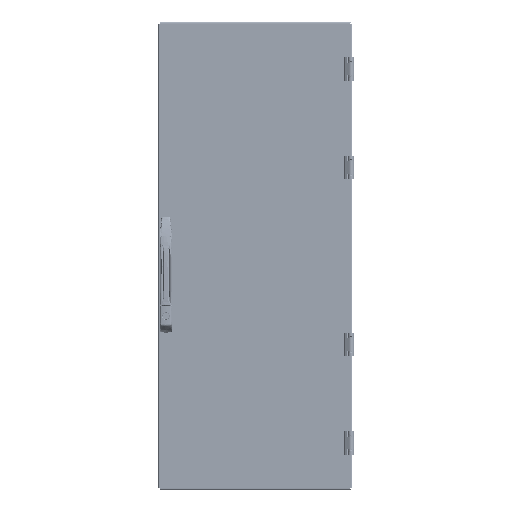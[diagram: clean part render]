
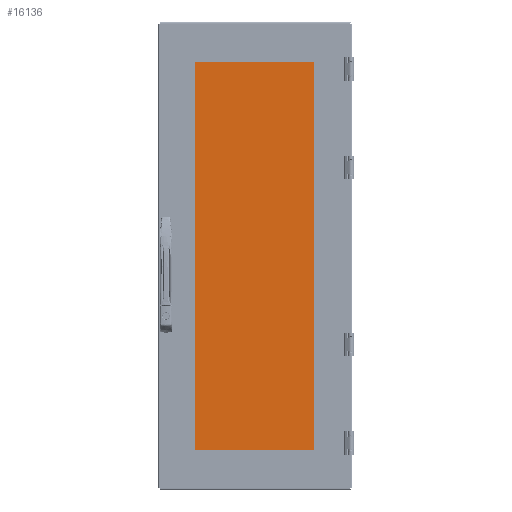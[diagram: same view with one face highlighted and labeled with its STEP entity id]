
A CAD part, top view. The second image highlights one B-rep face of the part: STEP entity #16136.
In plain terms, the highlighted planar face has unit normal (0, 0, 1).
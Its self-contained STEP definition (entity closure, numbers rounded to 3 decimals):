
#87 = EDGE_CURVE ( 'NONE', #79393, #1004, #58717, .T. ) ;
#1004 = VERTEX_POINT ( 'NONE', #23359 ) ;
#1042 = EDGE_CURVE ( 'NONE', #1004, #30658, #22046, .T. ) ;
#1622 = VECTOR ( 'NONE', #43714, 1000. ) ;
#2760 = EDGE_CURVE ( 'NONE', #36316, #79393, #25012, .T. ) ;
#9345 = ORIENTED_EDGE ( 'NONE', *, *, #2760, .T. ) ;
#10267 = VECTOR ( 'NONE', #79365, 1000. ) ;
#10332 = DIRECTION ( 'NONE',  ( -1., 0., 0. ) ) ;
#10757 = ORIENTED_EDGE ( 'NONE', *, *, #87, .T. ) ;
#11780 = CARTESIAN_POINT ( 'NONE',  ( -173.25, -511.05, 4. ) ) ;
#12349 = DIRECTION ( 'NONE',  ( -1., 0., 0. ) ) ;
#16136 = ADVANCED_FACE ( 'NONE', ( #58990 ), #37821, .F. ) ;
#19019 = CARTESIAN_POINT ( 'NONE',  ( -173.25, 511.05, 4. ) ) ;
#20344 = AXIS2_PLACEMENT_3D ( 'NONE', #65622, #72679, #10332 ) ;
#22046 = LINE ( 'NONE', #50330, #42729 ) ;
#23359 = CARTESIAN_POINT ( 'NONE',  ( 173.25, -511.05, 4. ) ) ;
#25012 = LINE ( 'NONE', #84703, #10267 ) ;
#26753 = ORIENTED_EDGE ( 'NONE', *, *, #48917, .T. ) ;
#30658 = VERTEX_POINT ( 'NONE', #34714 ) ;
#34714 = CARTESIAN_POINT ( 'NONE',  ( 173.25, 511.05, 4. ) ) ;
#36316 = VERTEX_POINT ( 'NONE', #65529 ) ;
#37821 = PLANE ( 'NONE',  #20344 ) ;
#42729 = VECTOR ( 'NONE', #75973, 1000. ) ;
#43714 = DIRECTION ( 'NONE',  ( 1., 0., 0. ) ) ;
#45435 = CARTESIAN_POINT ( 'NONE',  ( -173.25, -511.05, 4. ) ) ;
#48917 = EDGE_CURVE ( 'NONE', #30658, #36316, #73818, .T. ) ;
#50330 = CARTESIAN_POINT ( 'NONE',  ( 173.25, -511.05, 4. ) ) ;
#58717 = LINE ( 'NONE', #45435, #1622 ) ;
#58990 = FACE_OUTER_BOUND ( 'NONE', #66262, .T. ) ;
#60029 = ORIENTED_EDGE ( 'NONE', *, *, #1042, .T. ) ;
#64742 = VECTOR ( 'NONE', #12349, 1000. ) ;
#65529 = CARTESIAN_POINT ( 'NONE',  ( -173.25, 511.05, 4. ) ) ;
#65622 = CARTESIAN_POINT ( 'NONE',  ( 0., 0., 4. ) ) ;
#66262 = EDGE_LOOP ( 'NONE', ( #60029, #26753, #9345, #10757 ) ) ;
#72679 = DIRECTION ( 'NONE',  ( 0., 0., -1. ) ) ;
#73818 = LINE ( 'NONE', #19019, #64742 ) ;
#75973 = DIRECTION ( 'NONE',  ( 0., 1., 0. ) ) ;
#79365 = DIRECTION ( 'NONE',  ( 0., -1., 0. ) ) ;
#79393 = VERTEX_POINT ( 'NONE', #11780 ) ;
#84703 = CARTESIAN_POINT ( 'NONE',  ( -173.25, -511.05, 4. ) ) ;
